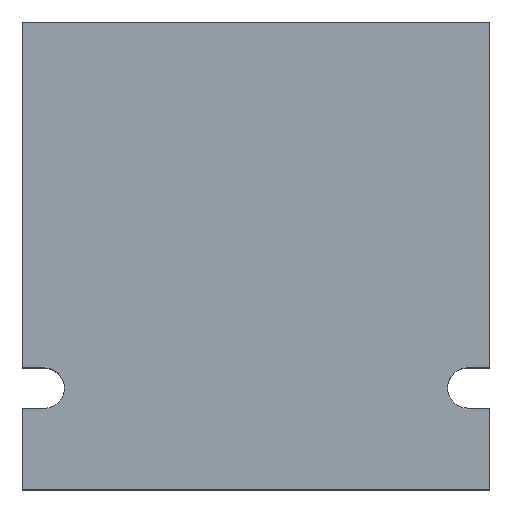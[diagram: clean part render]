
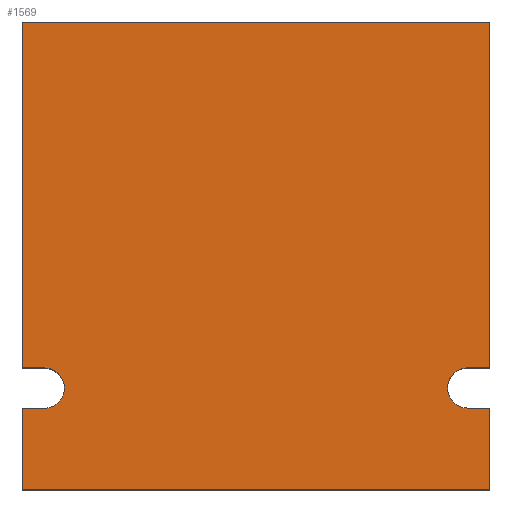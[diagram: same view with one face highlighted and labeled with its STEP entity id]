
A CAD part, top view. The second image highlights one B-rep face of the part: STEP entity #1569.
In plain terms, the highlighted planar face has unit normal (0, 0, 1).
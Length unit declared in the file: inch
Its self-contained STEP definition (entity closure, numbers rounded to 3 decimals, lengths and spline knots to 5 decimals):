
#1282=CARTESIAN_POINT('',(1.81,1.04122,1.0));
#1283=VERTEX_POINT('',#1282);
#1284=CARTESIAN_POINT('',(2.0,1.04122,1.0));
#1285=VERTEX_POINT('',#1284);
#1286=CARTESIAN_POINT('',(1.81,1.04122,1.0));
#1287=DIRECTION('',(1.0,0.0,0.0));
#1288=VECTOR('',#1287,0.19);
#1289=LINE('',#1286,#1288);
#1290=EDGE_CURVE('',#1283,#1285,#1289,.T.);
#1322=CARTESIAN_POINT('',(1.81,0.69722,1.0));
#1323=VERTEX_POINT('',#1322);
#1324=CARTESIAN_POINT('',(1.81,0.86922,1.0));
#1325=DIRECTION('',(0.0,0.0,-1.0));
#1326=DIRECTION('',(0.0,1.0,0.0));
#1327=AXIS2_PLACEMENT_3D('',#1324,#1325,#1326);
#1328=CIRCLE('',#1327,0.172);
#1329=EDGE_CURVE('',#1323,#1283,#1328,.T.);
#1355=CARTESIAN_POINT('',(2.,0.69722,1.0));
#1356=VERTEX_POINT('',#1355);
#1357=CARTESIAN_POINT('',(2.,0.69722,1.0));
#1358=DIRECTION('',(-1.0,0.0,0.0));
#1359=VECTOR('',#1358,0.19);
#1360=LINE('',#1357,#1359);
#1361=EDGE_CURVE('',#1356,#1323,#1360,.T.);
#1386=CARTESIAN_POINT('',(-1.81,0.69621,1.0));
#1387=VERTEX_POINT('',#1386);
#1388=CARTESIAN_POINT('',(-2.,0.69621,1.0));
#1389=VERTEX_POINT('',#1388);
#1390=CARTESIAN_POINT('',(-1.81,0.69621,1.0));
#1391=DIRECTION('',(-1.0,0.0,0.0));
#1392=VECTOR('',#1391,0.19);
#1393=LINE('',#1390,#1392);
#1394=EDGE_CURVE('',#1387,#1389,#1393,.T.);
#1426=CARTESIAN_POINT('',(-1.81,1.04021,1.0));
#1427=VERTEX_POINT('',#1426);
#1428=CARTESIAN_POINT('',(-1.81,0.86821,1.0));
#1429=DIRECTION('',(0.0,0.0,-1.0));
#1430=DIRECTION('',(0.0,1.0,0.0));
#1431=AXIS2_PLACEMENT_3D('',#1428,#1429,#1430);
#1432=CIRCLE('',#1431,0.172);
#1433=EDGE_CURVE('',#1427,#1387,#1432,.T.);
#1459=CARTESIAN_POINT('',(-2.0,1.04021,1.0));
#1460=VERTEX_POINT('',#1459);
#1461=CARTESIAN_POINT('',(-2.0,1.04021,1.0));
#1462=DIRECTION('',(1.0,0.0,0.0));
#1463=VECTOR('',#1462,0.19);
#1464=LINE('',#1461,#1463);
#1465=EDGE_CURVE('',#1460,#1427,#1464,.T.);
#1499=CARTESIAN_POINT('',(2.,4.0,1.0));
#1500=VERTEX_POINT('',#1499);
#1507=CARTESIAN_POINT('',(2.,4.0,1.0));
#1508=DIRECTION('',(0.0,-1.0,0.0));
#1509=VECTOR('',#1508,2.95878);
#1510=LINE('',#1507,#1509);
#1511=EDGE_CURVE('',#1500,#1285,#1510,.T.);
#1519=CARTESIAN_POINT('',(0.0,2.,1.0));
#1520=DIRECTION('',(0.0,0.0,1.0));
#1521=DIRECTION('',(1.0,0.0,0.0));
#1522=AXIS2_PLACEMENT_3D('',#1519,#1520,#1521);
#1523=PLANE('',#1522);
#1524=ORIENTED_EDGE('',*,*,#1361,.T.);
#1525=ORIENTED_EDGE('',*,*,#1329,.T.);
#1526=ORIENTED_EDGE('',*,*,#1290,.T.);
#1527=ORIENTED_EDGE('',*,*,#1511,.F.);
#1528=CARTESIAN_POINT('',(-2.,4.0,1.0));
#1529=VERTEX_POINT('',#1528);
#1530=CARTESIAN_POINT('',(-2.,4.0,1.0));
#1531=DIRECTION('',(1.0,0.0,0.0));
#1532=VECTOR('',#1531,4.);
#1533=LINE('',#1530,#1532);
#1534=EDGE_CURVE('',#1529,#1500,#1533,.T.);
#1535=ORIENTED_EDGE('',*,*,#1534,.F.);
#1536=CARTESIAN_POINT('',(-2.,1.04021,1.0));
#1537=DIRECTION('',(0.0,1.0,0.0));
#1538=VECTOR('',#1537,2.95979);
#1539=LINE('',#1536,#1538);
#1540=EDGE_CURVE('',#1460,#1529,#1539,.T.);
#1541=ORIENTED_EDGE('',*,*,#1540,.F.);
#1542=ORIENTED_EDGE('',*,*,#1465,.T.);
#1543=ORIENTED_EDGE('',*,*,#1433,.T.);
#1544=ORIENTED_EDGE('',*,*,#1394,.T.);
#1545=CARTESIAN_POINT('',(-2.,0.,1.0));
#1546=VERTEX_POINT('',#1545);
#1547=CARTESIAN_POINT('',(-2.,0.0,1.0));
#1548=DIRECTION('',(0.0,1.0,0.0));
#1549=VECTOR('',#1548,0.69621);
#1550=LINE('',#1547,#1549);
#1551=EDGE_CURVE('',#1546,#1389,#1550,.T.);
#1552=ORIENTED_EDGE('',*,*,#1551,.F.);
#1553=CARTESIAN_POINT('',(2.,0.,1.0));
#1554=VERTEX_POINT('',#1553);
#1555=CARTESIAN_POINT('',(2.,0.,1.0));
#1556=DIRECTION('',(-1.0,0.0,0.0));
#1557=VECTOR('',#1556,4.);
#1558=LINE('',#1555,#1557);
#1559=EDGE_CURVE('',#1554,#1546,#1558,.T.);
#1560=ORIENTED_EDGE('',*,*,#1559,.F.);
#1561=CARTESIAN_POINT('',(2.,0.69722,1.0));
#1562=DIRECTION('',(0.0,-1.0,0.0));
#1563=VECTOR('',#1562,0.69722);
#1564=LINE('',#1561,#1563);
#1565=EDGE_CURVE('',#1356,#1554,#1564,.T.);
#1566=ORIENTED_EDGE('',*,*,#1565,.F.);
#1567=EDGE_LOOP('',(#1524,#1525,#1526,#1527,#1535,#1541,#1542,#1543,#1544,#1552,#1560,#1566));
#1568=FACE_OUTER_BOUND('',#1567,.T.);
#1569=ADVANCED_FACE('',(#1568),#1523,.T.);
